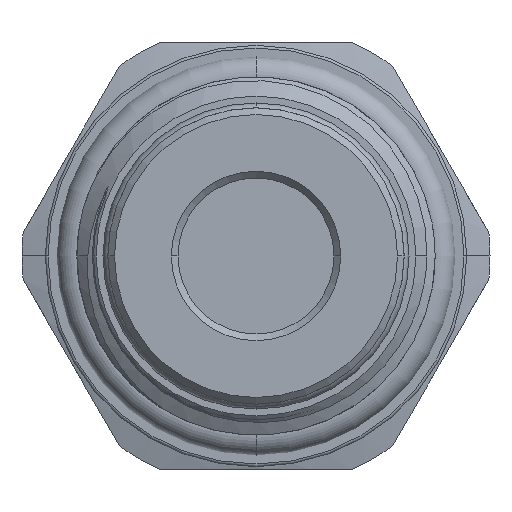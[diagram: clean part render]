
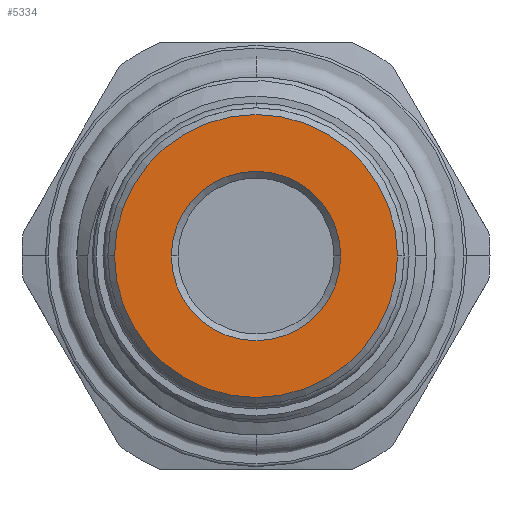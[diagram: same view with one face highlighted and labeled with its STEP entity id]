
A CAD part, left-side view. The second image highlights one B-rep face of the part: STEP entity #5334.
In plain terms, the highlighted planar face has unit normal (-1, 0, 0).
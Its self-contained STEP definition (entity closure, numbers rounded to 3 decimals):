
#262 = DIRECTION ( 'NONE',  ( 0., -1., 0. ) ) ;
#594 = ORIENTED_EDGE ( 'NONE', *, *, #6405, .T. ) ;
#806 = EDGE_CURVE ( 'NONE', #13476, #6637, #9121, .T. ) ;
#1443 = FACE_BOUND ( 'NONE', #8962, .T. ) ;
#2268 = CARTESIAN_POINT ( 'NONE',  ( 3.95, 0., 0. ) ) ;
#2347 = ORIENTED_EDGE ( 'NONE', *, *, #806, .T. ) ;
#2379 = CARTESIAN_POINT ( 'NONE',  ( 3.95, 0., 0. ) ) ;
#2714 = DIRECTION ( 'NONE',  ( 0., 1., 0. ) ) ;
#2767 = CARTESIAN_POINT ( 'NONE',  ( 3.95, -6.35, 0. ) ) ;
#3326 = CARTESIAN_POINT ( 'NONE',  ( 3.95, 0., 0. ) ) ;
#3449 = DIRECTION ( 'NONE',  ( 1., 0., 0. ) ) ;
#3715 = CARTESIAN_POINT ( 'NONE',  ( 3.95, 0., 0. ) ) ;
#3773 = PLANE ( 'NONE',  #7419 ) ;
#4580 = DIRECTION ( 'NONE',  ( -1., 0., 0. ) ) ;
#4934 = AXIS2_PLACEMENT_3D ( 'NONE', #12381, #3449, #10206 ) ;
#5089 = AXIS2_PLACEMENT_3D ( 'NONE', #2268, #4580, #7844 ) ;
#5334 = ADVANCED_FACE ( 'NONE', ( #1443, #13952 ), #3773, .T. ) ;
#5335 = VERTEX_POINT ( 'NONE', #2767 ) ;
#5671 = DIRECTION ( 'NONE',  ( 1., 0., 0. ) ) ;
#6405 = EDGE_CURVE ( 'NONE', #5335, #12608, #14115, .T. ) ;
#6637 = VERTEX_POINT ( 'NONE', #13594 ) ;
#7419 = AXIS2_PLACEMENT_3D ( 'NONE', #3715, #9258, #2714 ) ;
#7433 = CARTESIAN_POINT ( 'NONE',  ( 3.95, -10.61, 0. ) ) ;
#7742 = DIRECTION ( 'NONE',  ( -1., 0., 0. ) ) ;
#7844 = DIRECTION ( 'NONE',  ( 0., 1., 0. ) ) ;
#7968 = EDGE_CURVE ( 'NONE', #6637, #13476, #8693, .T. ) ;
#8270 = AXIS2_PLACEMENT_3D ( 'NONE', #3326, #7742, #8905 ) ;
#8559 = EDGE_LOOP ( 'NONE', ( #2347, #13837 ) ) ;
#8693 = CIRCLE ( 'NONE', #5089, 10.61 ) ;
#8905 = DIRECTION ( 'NONE',  ( 0., 1., 0. ) ) ;
#8962 = EDGE_LOOP ( 'NONE', ( #9419, #594 ) ) ;
#9043 = EDGE_CURVE ( 'NONE', #12608, #5335, #12688, .T. ) ;
#9121 = CIRCLE ( 'NONE', #8270, 10.61 ) ;
#9258 = DIRECTION ( 'NONE',  ( -1., 0., 0. ) ) ;
#9419 = ORIENTED_EDGE ( 'NONE', *, *, #9043, .T. ) ;
#10206 = DIRECTION ( 'NONE',  ( 0., -1., 0. ) ) ;
#12267 = AXIS2_PLACEMENT_3D ( 'NONE', #2379, #5671, #262 ) ;
#12381 = CARTESIAN_POINT ( 'NONE',  ( 3.95, 0., 0. ) ) ;
#12608 = VERTEX_POINT ( 'NONE', #13314 ) ;
#12688 = CIRCLE ( 'NONE', #4934, 6.35 ) ;
#13314 = CARTESIAN_POINT ( 'NONE',  ( 3.95, 6.35, 0. ) ) ;
#13476 = VERTEX_POINT ( 'NONE', #7433 ) ;
#13594 = CARTESIAN_POINT ( 'NONE',  ( 3.95, 10.61, 0. ) ) ;
#13837 = ORIENTED_EDGE ( 'NONE', *, *, #7968, .T. ) ;
#13952 = FACE_OUTER_BOUND ( 'NONE', #8559, .T. ) ;
#14115 = CIRCLE ( 'NONE', #12267, 6.35 ) ;
